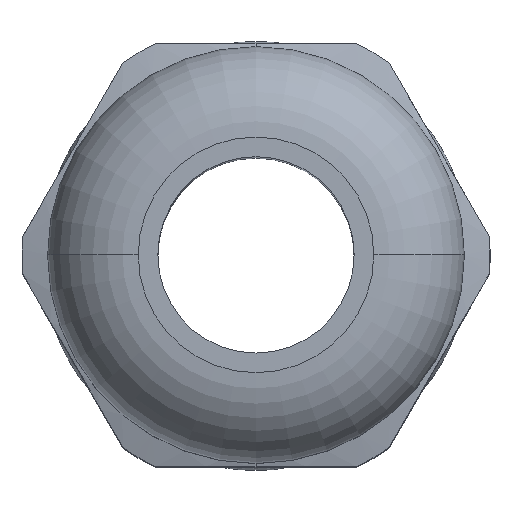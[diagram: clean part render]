
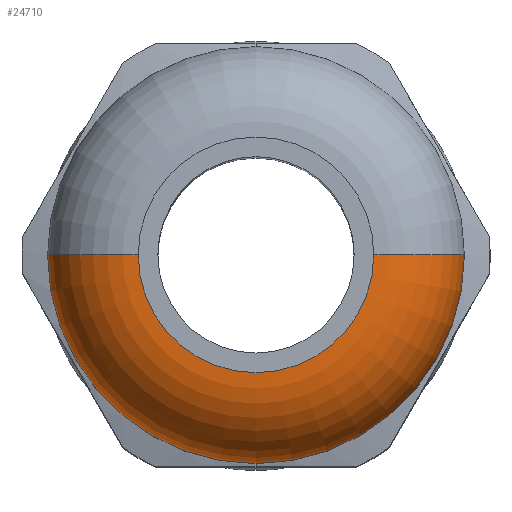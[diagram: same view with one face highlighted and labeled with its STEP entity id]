
A CAD part, top view. The second image highlights one B-rep face of the part: STEP entity #24710.
In plain terms, the highlighted toroidal (fillet/blend) face has major radius 3.9 mm and minor radius 3 mm.
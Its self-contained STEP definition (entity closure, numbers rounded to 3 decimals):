
#6010=CARTESIAN_POINT('',(0.,27.138,0.));
#6020=DIRECTION('',(0.,-1.,0.));
#6030=DIRECTION('',(0.,0.,-1.));
#6040=AXIS2_PLACEMENT_3D('',#6010,#6020,#6030);
#6050=CIRCLE('',#6040,3.9);
#6080=CARTESIAN_POINT('',(3.9,27.138,0.));
#6090=VERTEX_POINT('',#6080);
#6120=CARTESIAN_POINT('',(-3.9,27.138,0.));
#6130=VERTEX_POINT('',#6120);
#6140=EDGE_CURVE('',#6090,#6130,#6050,.T.);
#18980=CARTESIAN_POINT('',(0.,24.138,0.));
#18990=DIRECTION('',(0.,-1.,0.));
#19000=DIRECTION('',(0.,0.,-1.));
#19010=AXIS2_PLACEMENT_3D('',#18980,#18990,#19000);
#19020=CIRCLE('',#19010,6.9);
#19050=CARTESIAN_POINT('',(6.9,24.138,0.));
#19060=VERTEX_POINT('',#19050);
#19090=CARTESIAN_POINT('',(3.9,24.138,0.));
#19100=DIRECTION('',(0.,0.,1.));
#19110=DIRECTION('',(0.,-1.,0.));
#19120=AXIS2_PLACEMENT_3D('',#19090,#19100,#19110);
#19130=CIRCLE('',#19120,3.);
#19140=EDGE_CURVE('',#19060,#6090,#19130,.T.);
#19180=CARTESIAN_POINT('',(-3.9,24.138,0.));
#19190=DIRECTION('',(0.,0.,-1.));
#19200=DIRECTION('',(0.,-1.,0.));
#19210=AXIS2_PLACEMENT_3D('',#19180,#19190,#19200);
#19220=CIRCLE('',#19210,3.);
#19230=CARTESIAN_POINT('',(-6.9,24.138,0.));
#19240=VERTEX_POINT('',#19230);
#19250=EDGE_CURVE('',#19240,#6130,#19220,.T.);
#19510=CARTESIAN_POINT('',(0.,24.138,6.9));
#19520=VERTEX_POINT('',#19510);
#19530=EDGE_CURVE('',#19520,#19240,#19020,.T.);
#23690=EDGE_CURVE('',#19060,#19520,#19020,.T.);
#24590=CARTESIAN_POINT('',(0.,24.138,0.));
#24600=DIRECTION('',(0.,-1.,0.));
#24610=DIRECTION('',(-1.,0.,0.));
#24620=AXIS2_PLACEMENT_3D('',#24590,#24600,#24610);
#24630=TOROIDAL_SURFACE('',#24620,3.9,3.);
#24640=ORIENTED_EDGE('',*,*,#6140,.T.);
#24650=ORIENTED_EDGE('',*,*,#19140,.T.);
#24660=ORIENTED_EDGE('',*,*,#23690,.F.);
#24670=ORIENTED_EDGE('',*,*,#19530,.F.);
#24680=ORIENTED_EDGE('',*,*,#19250,.F.);
#24690=EDGE_LOOP('',(#24680,#24670,#24660,#24650,#24640));
#24700=FACE_OUTER_BOUND('',#24690,.T.);
#24710=ADVANCED_FACE('',(#24700),#24630,.T.);
